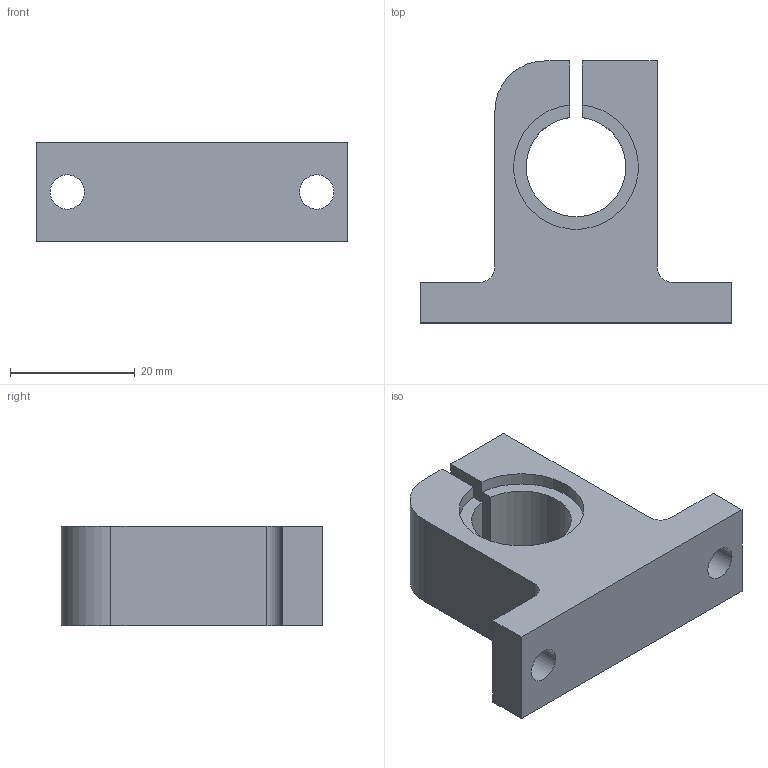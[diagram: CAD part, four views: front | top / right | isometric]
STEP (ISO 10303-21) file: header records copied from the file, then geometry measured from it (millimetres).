
FILE_DESCRIPTION( ( 'STEP AP214' ), '1' );
FILE_NAME( 'WBS-16_2_14a.stp', ' ', ( ' ' ), ( ' ' ), 'PSStep 15.0.47', 'PARTsolutions', ' ' );
FILE_SCHEMA( ( 'AUTOMOTIVE_DESIGN { 1 0 10303 214 1 1 1 1 }' ) );
Length unit declared in the file: millimetre
Products named in the file (1): HI_WBS-16
Bounding box: 50 x 42 x 16 mm (x, y, z)
Volume: 15540.3 mm3; surface area: 6084.3 mm2
Topology: 1 solids, 1 shells, 23 faces, 63 edges, 42 vertices
Faces by surface type: plane 15, cylinder 8
Full cylindrical faces by diameter (mm): 5.5 x2
Entity records: 931 total; most frequent: CARTESIAN_POINT 127, DIRECTION 125, ORIENTED_EDGE 122, EDGE_CURVE 61, LINE 45, VECTOR 45, VERTEX_POINT 42, AXIS2_PLACEMENT_3D 40
